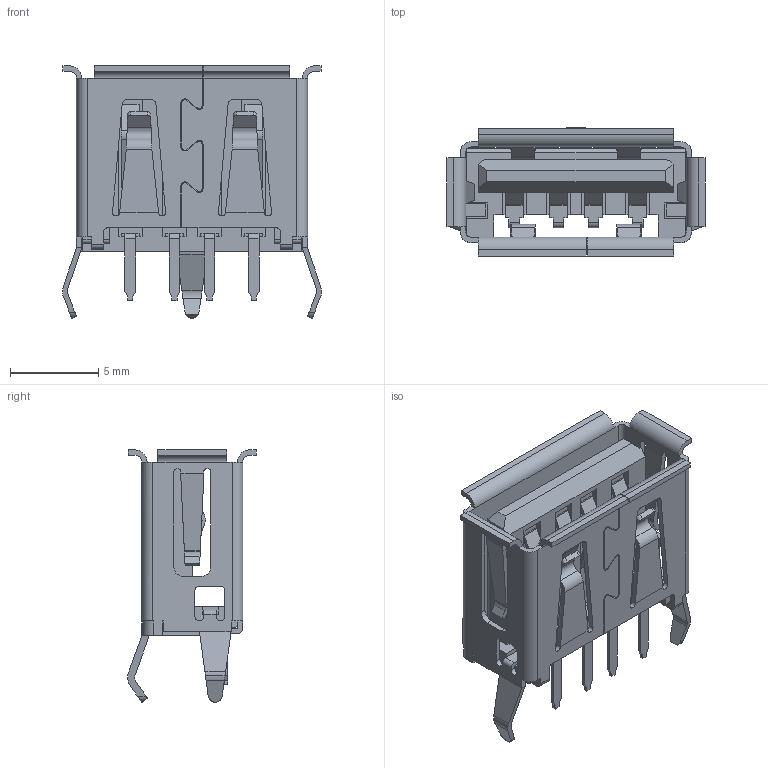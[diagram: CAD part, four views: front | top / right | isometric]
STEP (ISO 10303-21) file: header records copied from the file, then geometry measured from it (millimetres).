
FILE_DESCRIPTION(('STEP AP242'),'1');
FILE_NAME('105057-0001.stp','2021-02-19T13:12:57',('TraceParts'),('TraceParts S.A.'),'Spatial InterOp 3D',' ',' ');
FILE_SCHEMA(('AP242_MANAGED_MODEL_BASED_3D_ENGINEERING_MIM_LF {1 0 10303 442 1 1 4}'));
Length unit declared in the file: millimetre
Products named in the file (1): 105057-0001_1
Bounding box: 14.68 x 7.29 x 14.3 mm (x, y, z)
Volume: 332.5 mm3; surface area: 1241.7 mm2
Topology: 1 solids, 1 shells, 562 faces, 1645 edges, 1113 vertices
Faces by surface type: plane 372, cylinder 164, bspline 26
Entity records: 19691 total; most frequent: CARTESIAN_POINT 4870, ORIENTED_EDGE 3210, DIRECTION 2853, EDGE_CURVE 1605, LINE 1237, VECTOR 1237, VERTEX_POINT 1033, AXIS2_PLACEMENT_3D 808
